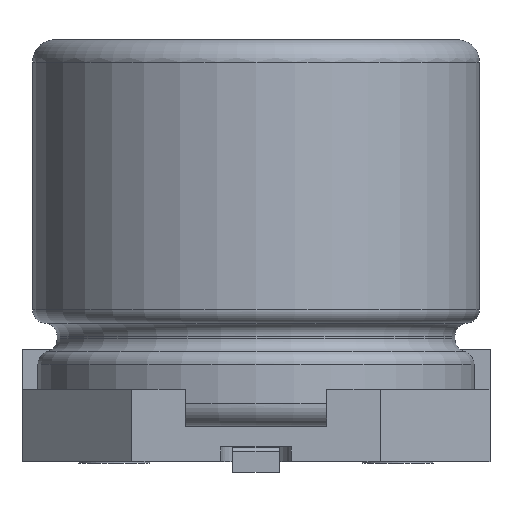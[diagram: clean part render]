
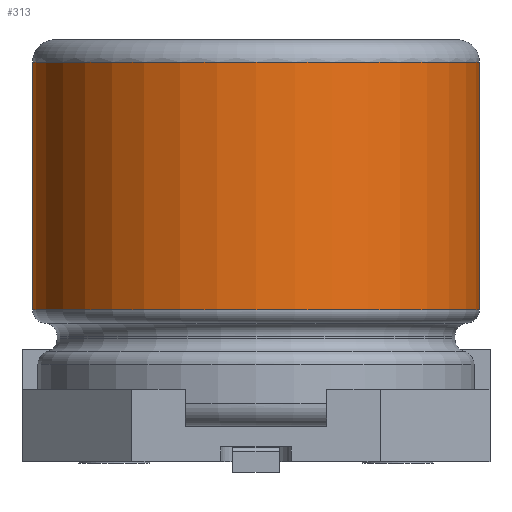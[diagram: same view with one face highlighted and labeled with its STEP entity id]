
A CAD part, front view. The second image highlights one B-rep face of the part: STEP entity #313.
In plain terms, the highlighted cylindrical face has radius 3.15 mm (diameter 6.3 mm), a full revolution.
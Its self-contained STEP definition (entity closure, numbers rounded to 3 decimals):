
#313 = ADVANCED_FACE( '', ( #806, #807 ), #808, .T. );
#806 = FACE_OUTER_BOUND( '', #1535, .T. );
#807 = FACE_OUTER_BOUND( '', #1536, .T. );
#808 = CYLINDRICAL_SURFACE( '', #1537, 3.15 );
#1535 = EDGE_LOOP( '', ( #2334 ) );
#1536 = EDGE_LOOP( '', ( #2335 ) );
#1537 = AXIS2_PLACEMENT_3D( '', #2336, #2337, #2338 );
#2334 = ORIENTED_EDGE( '', *, *, #4481, .T. );
#2335 = ORIENTED_EDGE( '', *, *, #4482, .T. );
#2336 = CARTESIAN_POINT( '', ( 0., 0., 9.9 ) );
#2337 = DIRECTION( '', ( 0., 0., -1. ) );
#2338 = DIRECTION( '', ( 1., 0., 0. ) );
#4481 = EDGE_CURVE( '', #5293, #5293, #5294, .T. );
#4482 = EDGE_CURVE( '', #5295, #5295, #5296, .T. );
#5293 = VERTEX_POINT( '', #6512 );
#5294 = CIRCLE( '', #6513, 3.15 );
#5295 = VERTEX_POINT( '', #6514 );
#5296 = CIRCLE( '', #6515, 3.15 );
#6512 = CARTESIAN_POINT( '', ( -3.15, 0., 5.135 ) );
#6513 = AXIS2_PLACEMENT_3D( '', #8470, #8471, #8472 );
#6514 = CARTESIAN_POINT( '', ( 3.15, 0., 1.641 ) );
#6515 = AXIS2_PLACEMENT_3D( '', #8473, #8474, #8475 );
#8470 = CARTESIAN_POINT( '', ( 0., 0., 5.135 ) );
#8471 = DIRECTION( '', ( 0., 0., -1. ) );
#8472 = DIRECTION( '', ( -1., 0., 0. ) );
#8473 = CARTESIAN_POINT( '', ( 0., 0., 1.641 ) );
#8474 = DIRECTION( '', ( 0., 0., 1. ) );
#8475 = DIRECTION( '', ( 1., 0., 0. ) );
